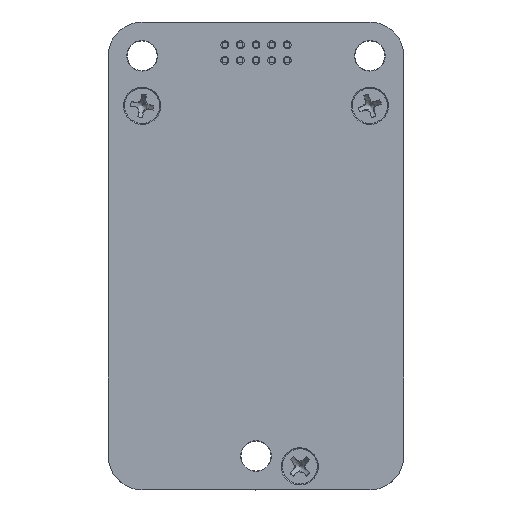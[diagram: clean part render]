
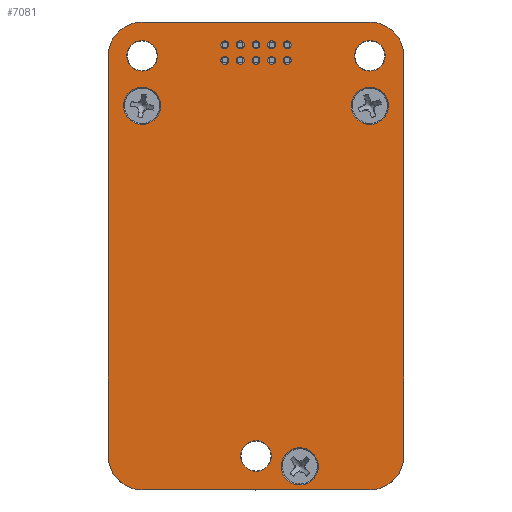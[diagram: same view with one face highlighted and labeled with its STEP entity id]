
A CAD part, top view. The second image highlights one B-rep face of the part: STEP entity #7081.
In plain terms, the highlighted planar face has unit normal (0, 0, 1).
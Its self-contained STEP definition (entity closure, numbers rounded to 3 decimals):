
#6184=CARTESIAN_POINT('',(-25.502,13.704,7.399));
#6185=VERTEX_POINT('',#6184);
#6194=CARTESIAN_POINT('',(-25.502,10.681,7.399));
#6195=VERTEX_POINT('',#6194);
#6196=CARTESIAN_POINT('',(-25.502,12.192,7.399));
#6197=DIRECTION('',(0.,-0.,-1.));
#6198=DIRECTION('',(0.,-1.,0.));
#6199=AXIS2_PLACEMENT_3D('',#6196,#6197,#6198);
#6200=CIRCLE('',#6199,1.511);
#6201=EDGE_CURVE('',#6195,#6185,#6200,.T.);
#6203=CARTESIAN_POINT('',(-25.502,12.192,7.399));
#6204=DIRECTION('',(0.,-0.,-1.));
#6205=DIRECTION('',(0.,-1.,0.));
#6206=AXIS2_PLACEMENT_3D('',#6203,#6204,#6205);
#6207=CIRCLE('',#6206,1.511);
#6208=EDGE_CURVE('',#6185,#6195,#6207,.T.);
#6235=CARTESIAN_POINT('',(-7.01,13.704,7.399));
#6236=VERTEX_POINT('',#6235);
#6245=CARTESIAN_POINT('',(-7.01,10.681,7.399));
#6246=VERTEX_POINT('',#6245);
#6247=CARTESIAN_POINT('',(-7.01,12.192,7.399));
#6248=DIRECTION('',(0.,-0.,-1.));
#6249=DIRECTION('',(0.,-1.,0.));
#6250=AXIS2_PLACEMENT_3D('',#6247,#6248,#6249);
#6251=CIRCLE('',#6250,1.511);
#6252=EDGE_CURVE('',#6246,#6236,#6251,.T.);
#6254=CARTESIAN_POINT('',(-7.01,12.192,7.399));
#6255=DIRECTION('',(0.,-0.,-1.));
#6256=DIRECTION('',(0.,-1.,0.));
#6257=AXIS2_PLACEMENT_3D('',#6254,#6255,#6256);
#6258=CIRCLE('',#6257,1.511);
#6259=EDGE_CURVE('',#6236,#6246,#6258,.T.);
#6286=CARTESIAN_POINT('',(-12.7,-15.582,7.399));
#6287=VERTEX_POINT('',#6286);
#6296=CARTESIAN_POINT('',(-12.7,-18.605,7.399));
#6297=VERTEX_POINT('',#6296);
#6298=CARTESIAN_POINT('',(-12.7,-17.094,7.399));
#6299=DIRECTION('',(0.,-0.,-1.));
#6300=DIRECTION('',(0.,-1.,0.));
#6301=AXIS2_PLACEMENT_3D('',#6298,#6299,#6300);
#6302=CIRCLE('',#6301,1.511);
#6303=EDGE_CURVE('',#6297,#6287,#6302,.T.);
#6305=CARTESIAN_POINT('',(-12.7,-17.094,7.399));
#6306=DIRECTION('',(0.,-0.,-1.));
#6307=DIRECTION('',(0.,-1.,0.));
#6308=AXIS2_PLACEMENT_3D('',#6305,#6306,#6307);
#6309=CIRCLE('',#6308,1.511);
#6310=EDGE_CURVE('',#6287,#6297,#6309,.T.);
#6337=CARTESIAN_POINT('',(-4.267,16.256,7.399));
#6338=VERTEX_POINT('',#6337);
#6347=CARTESIAN_POINT('',(-4.267,-16.256,7.399));
#6348=VERTEX_POINT('',#6347);
#6349=CARTESIAN_POINT('',(-4.267,16.256,7.399));
#6350=DIRECTION('',(0.,-1.,0.));
#6351=VECTOR('',#6350,32.512);
#6352=LINE('',#6349,#6351);
#6353=EDGE_CURVE('',#6338,#6348,#6352,.T.);
#6378=CARTESIAN_POINT('',(-7.01,-18.999,7.399));
#6379=VERTEX_POINT('',#6378);
#6380=CARTESIAN_POINT('',(-7.01,-16.255,7.399));
#6381=DIRECTION('',(0.,-0.,-1.));
#6382=DIRECTION('',(0.,-1.,0.));
#6383=AXIS2_PLACEMENT_3D('',#6380,#6381,#6382);
#6384=CIRCLE('',#6383,2.743);
#6385=EDGE_CURVE('',#6348,#6379,#6384,.T.);
#6411=CARTESIAN_POINT('',(-25.502,-18.999,7.399));
#6412=VERTEX_POINT('',#6411);
#6413=CARTESIAN_POINT('',(-7.01,-18.999,7.399));
#6414=DIRECTION('',(-1.,-0.,0.));
#6415=VECTOR('',#6414,18.492);
#6416=LINE('',#6413,#6415);
#6417=EDGE_CURVE('',#6379,#6412,#6416,.T.);
#6442=CARTESIAN_POINT('',(-28.245,-16.256,7.399));
#6443=VERTEX_POINT('',#6442);
#6444=CARTESIAN_POINT('',(-25.502,-16.255,7.399));
#6445=DIRECTION('',(0.,-0.,-1.));
#6446=DIRECTION('',(0.,-1.,0.));
#6447=AXIS2_PLACEMENT_3D('',#6444,#6445,#6446);
#6448=CIRCLE('',#6447,2.743);
#6449=EDGE_CURVE('',#6412,#6443,#6448,.T.);
#6475=CARTESIAN_POINT('',(-28.245,16.256,7.399));
#6476=VERTEX_POINT('',#6475);
#6477=CARTESIAN_POINT('',(-28.245,-16.256,7.399));
#6478=DIRECTION('',(-0.,1.,-0.));
#6479=VECTOR('',#6478,32.512);
#6480=LINE('',#6477,#6479);
#6481=EDGE_CURVE('',#6443,#6476,#6480,.T.);
#6506=CARTESIAN_POINT('',(-25.502,18.999,7.399));
#6507=VERTEX_POINT('',#6506);
#6508=CARTESIAN_POINT('',(-25.502,16.256,7.399));
#6509=DIRECTION('',(0.,-0.,-1.));
#6510=DIRECTION('',(0.,-1.,0.));
#6511=AXIS2_PLACEMENT_3D('',#6508,#6509,#6510);
#6512=CIRCLE('',#6511,2.743);
#6513=EDGE_CURVE('',#6476,#6507,#6512,.T.);
#6539=CARTESIAN_POINT('',(-7.01,18.999,7.399));
#6540=VERTEX_POINT('',#6539);
#6541=CARTESIAN_POINT('',(-25.502,18.999,7.399));
#6542=DIRECTION('',(1.,0.,-0.));
#6543=VECTOR('',#6542,18.492);
#6544=LINE('',#6541,#6543);
#6545=EDGE_CURVE('',#6507,#6540,#6544,.T.);
#6570=CARTESIAN_POINT('',(-7.01,16.256,7.399));
#6571=DIRECTION('',(0.,-0.,-1.));
#6572=DIRECTION('',(0.,-1.,0.));
#6573=AXIS2_PLACEMENT_3D('',#6570,#6571,#6572);
#6574=CIRCLE('',#6573,2.743);
#6575=EDGE_CURVE('',#6540,#6338,#6574,.T.);
#6593=CARTESIAN_POINT('',(-13.716,16.827,7.399));
#6594=VERTEX_POINT('',#6593);
#6601=CARTESIAN_POINT('',(-13.716,17.145,7.399));
#6602=DIRECTION('',(0.,-0.,-1.));
#6603=DIRECTION('',(0.,-1.,0.));
#6604=AXIS2_PLACEMENT_3D('',#6601,#6602,#6603);
#6605=CIRCLE('',#6604,0.318);
#6606=EDGE_CURVE('',#6594,#6594,#6605,.T.);
#6618=CARTESIAN_POINT('',(-14.986,16.827,7.399));
#6619=VERTEX_POINT('',#6618);
#6626=CARTESIAN_POINT('',(-14.986,17.145,7.399));
#6627=DIRECTION('',(0.,-0.,-1.));
#6628=DIRECTION('',(0.,-1.,0.));
#6629=AXIS2_PLACEMENT_3D('',#6626,#6627,#6628);
#6630=CIRCLE('',#6629,0.318);
#6631=EDGE_CURVE('',#6619,#6619,#6630,.T.);
#6643=CARTESIAN_POINT('',(-7.01,15.011,7.399));
#6644=VERTEX_POINT('',#6643);
#6653=CARTESIAN_POINT('',(-7.01,16.256,7.399));
#6654=DIRECTION('',(0.,-0.,-1.));
#6655=DIRECTION('',(0.,-1.,0.));
#6656=AXIS2_PLACEMENT_3D('',#6653,#6654,#6655);
#6657=CIRCLE('',#6656,1.245);
#6658=EDGE_CURVE('',#6644,#6644,#6657,.T.);
#6676=CARTESIAN_POINT('',(-16.256,15.557,7.399));
#6677=VERTEX_POINT('',#6676);
#6684=CARTESIAN_POINT('',(-16.256,15.875,7.399));
#6685=DIRECTION('',(0.,-0.,-1.));
#6686=DIRECTION('',(0.,-1.,0.));
#6687=AXIS2_PLACEMENT_3D('',#6684,#6685,#6686);
#6688=CIRCLE('',#6687,0.318);
#6689=EDGE_CURVE('',#6677,#6677,#6688,.T.);
#6701=CARTESIAN_POINT('',(-16.256,16.827,7.399));
#6702=VERTEX_POINT('',#6701);
#6709=CARTESIAN_POINT('',(-16.256,17.145,7.399));
#6710=DIRECTION('',(0.,-0.,-1.));
#6711=DIRECTION('',(0.,-1.,0.));
#6712=AXIS2_PLACEMENT_3D('',#6709,#6710,#6711);
#6713=CIRCLE('',#6712,0.318);
#6714=EDGE_CURVE('',#6702,#6702,#6713,.T.);
#6726=CARTESIAN_POINT('',(-17.526,16.827,7.399));
#6727=VERTEX_POINT('',#6726);
#6734=CARTESIAN_POINT('',(-17.526,17.145,7.399));
#6735=DIRECTION('',(0.,-0.,-1.));
#6736=DIRECTION('',(0.,-1.,0.));
#6737=AXIS2_PLACEMENT_3D('',#6734,#6735,#6736);
#6738=CIRCLE('',#6737,0.318);
#6739=EDGE_CURVE('',#6727,#6727,#6738,.T.);
#6751=CARTESIAN_POINT('',(-18.796,16.827,7.399));
#6752=VERTEX_POINT('',#6751);
#6759=CARTESIAN_POINT('',(-18.796,17.145,7.399));
#6760=DIRECTION('',(0.,-0.,-1.));
#6761=DIRECTION('',(0.,-1.,0.));
#6762=AXIS2_PLACEMENT_3D('',#6759,#6760,#6761);
#6763=CIRCLE('',#6762,0.318);
#6764=EDGE_CURVE('',#6752,#6752,#6763,.T.);
#6776=CARTESIAN_POINT('',(-25.502,15.011,7.399));
#6777=VERTEX_POINT('',#6776);
#6786=CARTESIAN_POINT('',(-25.502,16.256,7.399));
#6787=DIRECTION('',(0.,-0.,-1.));
#6788=DIRECTION('',(0.,-1.,0.));
#6789=AXIS2_PLACEMENT_3D('',#6786,#6787,#6788);
#6790=CIRCLE('',#6789,1.245);
#6791=EDGE_CURVE('',#6777,#6777,#6790,.T.);
#6809=CARTESIAN_POINT('',(-13.716,15.557,7.399));
#6810=VERTEX_POINT('',#6809);
#6817=CARTESIAN_POINT('',(-13.716,15.875,7.399));
#6818=DIRECTION('',(0.,-0.,-1.));
#6819=DIRECTION('',(0.,-1.,0.));
#6820=AXIS2_PLACEMENT_3D('',#6817,#6818,#6819);
#6821=CIRCLE('',#6820,0.318);
#6822=EDGE_CURVE('',#6810,#6810,#6821,.T.);
#6834=CARTESIAN_POINT('',(-14.986,15.557,7.399));
#6835=VERTEX_POINT('',#6834);
#6842=CARTESIAN_POINT('',(-14.986,15.875,7.399));
#6843=DIRECTION('',(0.,-0.,-1.));
#6844=DIRECTION('',(0.,-1.,0.));
#6845=AXIS2_PLACEMENT_3D('',#6842,#6843,#6844);
#6846=CIRCLE('',#6845,0.318);
#6847=EDGE_CURVE('',#6835,#6835,#6846,.T.);
#6911=CARTESIAN_POINT('',(-17.526,15.557,7.399));
#6912=VERTEX_POINT('',#6911);
#6919=CARTESIAN_POINT('',(-17.526,15.875,7.399));
#6920=DIRECTION('',(0.,-0.,-1.));
#6921=DIRECTION('',(0.,-1.,0.));
#6922=AXIS2_PLACEMENT_3D('',#6919,#6920,#6921);
#6923=CIRCLE('',#6922,0.318);
#6924=EDGE_CURVE('',#6912,#6912,#6923,.T.);
#6936=CARTESIAN_POINT('',(-18.796,15.557,7.399));
#6937=VERTEX_POINT('',#6936);
#6944=CARTESIAN_POINT('',(-18.796,15.875,7.399));
#6945=DIRECTION('',(0.,-0.,-1.));
#6946=DIRECTION('',(0.,-1.,0.));
#6947=AXIS2_PLACEMENT_3D('',#6944,#6945,#6946);
#6948=CIRCLE('',#6947,0.318);
#6949=EDGE_CURVE('',#6937,#6937,#6948,.T.);
#6961=CARTESIAN_POINT('',(-16.256,-17.501,7.399));
#6962=VERTEX_POINT('',#6961);
#6971=CARTESIAN_POINT('',(-16.256,-16.256,7.399));
#6972=DIRECTION('',(0.,-0.,-1.));
#6973=DIRECTION('',(0.,-1.,0.));
#6974=AXIS2_PLACEMENT_3D('',#6971,#6972,#6973);
#6975=CIRCLE('',#6974,1.245);
#6976=EDGE_CURVE('',#6962,#6962,#6975,.T.);
#7015=CARTESIAN_POINT('',(-4.267,16.256,7.399));
#7016=DIRECTION('',(-0.,0.,1.));
#7017=DIRECTION('',(-0.,1.,-0.));
#7018=AXIS2_PLACEMENT_3D('',#7015,#7016,#7017);
#7019=PLANE('',#7018);
#7020=ORIENTED_EDGE('',*,*,#6353,.F.);
#7021=ORIENTED_EDGE('',*,*,#6575,.F.);
#7022=ORIENTED_EDGE('',*,*,#6545,.F.);
#7023=ORIENTED_EDGE('',*,*,#6513,.F.);
#7024=ORIENTED_EDGE('',*,*,#6481,.F.);
#7025=ORIENTED_EDGE('',*,*,#6449,.F.);
#7026=ORIENTED_EDGE('',*,*,#6417,.F.);
#7027=ORIENTED_EDGE('',*,*,#6385,.F.);
#7028=EDGE_LOOP('',(#7020,#7021,#7022,#7023,#7024,#7025,#7026,#7027));
#7029=FACE_BOUND('',#7028,.T.);
#7030=ORIENTED_EDGE('',*,*,#6201,.T.);
#7031=ORIENTED_EDGE('',*,*,#6208,.T.);
#7032=EDGE_LOOP('',(#7030,#7031));
#7033=FACE_BOUND('',#7032,.T.);
#7034=ORIENTED_EDGE('',*,*,#6252,.T.);
#7035=ORIENTED_EDGE('',*,*,#6259,.T.);
#7036=EDGE_LOOP('',(#7034,#7035));
#7037=FACE_BOUND('',#7036,.T.);
#7038=ORIENTED_EDGE('',*,*,#6303,.T.);
#7039=ORIENTED_EDGE('',*,*,#6310,.T.);
#7040=EDGE_LOOP('',(#7038,#7039));
#7041=FACE_BOUND('',#7040,.T.);
#7042=ORIENTED_EDGE('',*,*,#6606,.T.);
#7043=EDGE_LOOP('',(#7042));
#7044=FACE_BOUND('',#7043,.T.);
#7045=ORIENTED_EDGE('',*,*,#6631,.T.);
#7046=EDGE_LOOP('',(#7045));
#7047=FACE_BOUND('',#7046,.T.);
#7048=ORIENTED_EDGE('',*,*,#6658,.T.);
#7049=EDGE_LOOP('',(#7048));
#7050=FACE_BOUND('',#7049,.T.);
#7051=ORIENTED_EDGE('',*,*,#6689,.T.);
#7052=EDGE_LOOP('',(#7051));
#7053=FACE_BOUND('',#7052,.T.);
#7054=ORIENTED_EDGE('',*,*,#6714,.T.);
#7055=EDGE_LOOP('',(#7054));
#7056=FACE_BOUND('',#7055,.T.);
#7057=ORIENTED_EDGE('',*,*,#6739,.T.);
#7058=EDGE_LOOP('',(#7057));
#7059=FACE_BOUND('',#7058,.T.);
#7060=ORIENTED_EDGE('',*,*,#6764,.T.);
#7061=EDGE_LOOP('',(#7060));
#7062=FACE_BOUND('',#7061,.T.);
#7063=ORIENTED_EDGE('',*,*,#6791,.T.);
#7064=EDGE_LOOP('',(#7063));
#7065=FACE_BOUND('',#7064,.T.);
#7066=ORIENTED_EDGE('',*,*,#6822,.T.);
#7067=EDGE_LOOP('',(#7066));
#7068=FACE_BOUND('',#7067,.T.);
#7069=ORIENTED_EDGE('',*,*,#6847,.T.);
#7070=EDGE_LOOP('',(#7069));
#7071=FACE_BOUND('',#7070,.T.);
#7072=ORIENTED_EDGE('',*,*,#6924,.T.);
#7073=EDGE_LOOP('',(#7072));
#7074=FACE_BOUND('',#7073,.T.);
#7075=ORIENTED_EDGE('',*,*,#6949,.T.);
#7076=EDGE_LOOP('',(#7075));
#7077=FACE_BOUND('',#7076,.T.);
#7078=ORIENTED_EDGE('',*,*,#6976,.T.);
#7079=EDGE_LOOP('',(#7078));
#7080=FACE_BOUND('',#7079,.T.);
#7081=ADVANCED_FACE('',(#7029,#7033,#7037,#7041,#7044,#7047,#7050,#7053,#7056,#7059,#7062,#7065,#7068,#7071,#7074,#7077,#7080),#7019,.T.);
